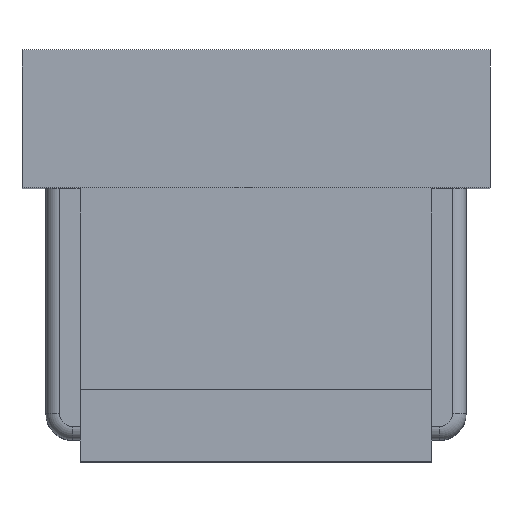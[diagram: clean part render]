
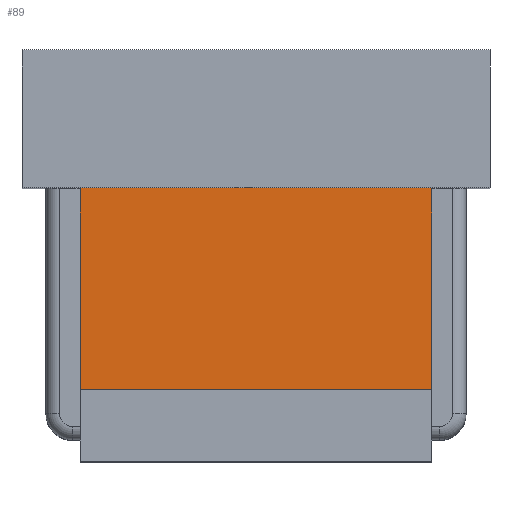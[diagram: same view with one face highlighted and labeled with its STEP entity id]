
A CAD part, top view. The second image highlights one B-rep face of the part: STEP entity #89.
In plain terms, the highlighted planar face has unit normal (0, 0, 1).
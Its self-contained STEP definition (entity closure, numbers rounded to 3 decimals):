
#13 = EDGE_CURVE ( 'NONE', #736, #761, #923, .T. ) ;
#39 = EDGE_CURVE ( 'NONE', #761, #729, #945, .T. ) ;
#89 = ADVANCED_FACE ( 'NONE', ( #1002 ), #1580, .F. ) ;
#240 = VECTOR ( 'NONE', #1337, 1000. ) ;
#285 = VECTOR ( 'NONE', #1048, 1000. ) ;
#300 = VECTOR ( 'NONE', #1047, 1000. ) ;
#358 = VECTOR ( 'NONE', #1043, 1000. ) ;
#420 = AXIS2_PLACEMENT_3D ( 'NONE', #1579, #1578, #1577 ) ;
#564 = EDGE_CURVE ( 'NONE', #736, #722, #1903, .T. ) ;
#584 = EDGE_CURVE ( 'NONE', #729, #722, #1904, .T. ) ;
#663 = EDGE_LOOP ( 'NONE', ( #909, #911, #908, #910 ) ) ;
#722 = VERTEX_POINT ( 'NONE', #1174 ) ;
#729 = VERTEX_POINT ( 'NONE', #1475 ) ;
#736 = VERTEX_POINT ( 'NONE', #1484 ) ;
#761 = VERTEX_POINT ( 'NONE', #1556 ) ;
#908 = ORIENTED_EDGE ( 'NONE', *, *, #13, .F. ) ;
#909 = ORIENTED_EDGE ( 'NONE', *, *, #584, .F. ) ;
#910 = ORIENTED_EDGE ( 'NONE', *, *, #564, .T. ) ;
#911 = ORIENTED_EDGE ( 'NONE', *, *, #39, .F. ) ;
#923 = LINE ( 'NONE', #1338, #240 ) ;
#945 = LINE ( 'NONE', #1049, #300 ) ;
#1002 = FACE_OUTER_BOUND ( 'NONE', #663, .T. ) ;
#1043 = DIRECTION ( 'NONE',  ( -1., 0., 0. ) ) ;
#1044 = CARTESIAN_POINT ( 'NONE',  ( -0.65, 0.254, 1.04 ) ) ;
#1047 = DIRECTION ( 'NONE',  ( 0., -1., 0. ) ) ;
#1048 = DIRECTION ( 'NONE',  ( 0., -1., 0. ) ) ;
#1049 = CARTESIAN_POINT ( 'NONE',  ( 0.65, 1., 1.04 ) ) ;
#1050 = CARTESIAN_POINT ( 'NONE',  ( -0.65, 1., 1.04 ) ) ;
#1174 = CARTESIAN_POINT ( 'NONE',  ( -0.65, 0.254, 1.04 ) ) ;
#1337 = DIRECTION ( 'NONE',  ( 1., 0., 0. ) ) ;
#1338 = CARTESIAN_POINT ( 'NONE',  ( -0.65, 1., 1.04 ) ) ;
#1475 = CARTESIAN_POINT ( 'NONE',  ( 0.65, 0.254, 1.04 ) ) ;
#1484 = CARTESIAN_POINT ( 'NONE',  ( -0.65, 1., 1.04 ) ) ;
#1556 = CARTESIAN_POINT ( 'NONE',  ( 0.65, 1., 1.04 ) ) ;
#1577 = DIRECTION ( 'NONE',  ( -1., 0., 0. ) ) ;
#1578 = DIRECTION ( 'NONE',  ( 0., 0., -1. ) ) ;
#1579 = CARTESIAN_POINT ( 'NONE',  ( -0.65, 1., 1.04 ) ) ;
#1580 = PLANE ( 'NONE',  #420 ) ;
#1903 = LINE ( 'NONE', #1050, #285 ) ;
#1904 = LINE ( 'NONE', #1044, #358 ) ;
